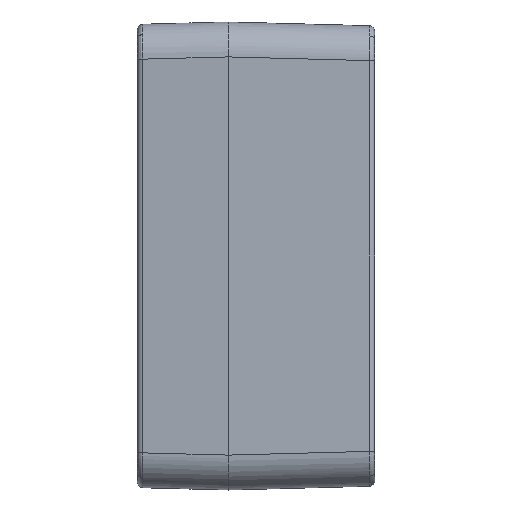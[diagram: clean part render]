
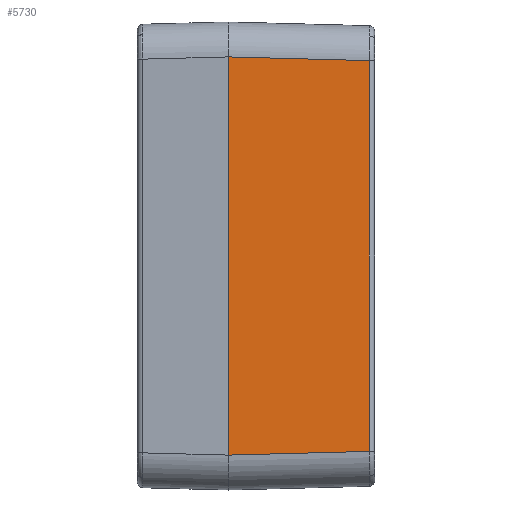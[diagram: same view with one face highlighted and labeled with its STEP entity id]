
A CAD part, left-side view. The second image highlights one B-rep face of the part: STEP entity #5730.
In plain terms, the highlighted planar face has unit normal (-1, -0.026, 0).
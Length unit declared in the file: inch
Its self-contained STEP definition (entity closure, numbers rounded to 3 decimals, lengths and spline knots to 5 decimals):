
#64 = AXIS2_PLACEMENT_3D ( 'NONE', #2060, #31498, #85012 ) ;
#2060 = CARTESIAN_POINT ( 'NONE',  ( -2.4685, 0., -1.58268 ) ) ;
#4476 = DIRECTION ( 'NONE',  ( 0., 0., -1. ) ) ;
#5730 = ADVANCED_FACE ( 'NONE', ( #78174 ), #64133, .T. ) ;
#8693 = EDGE_LOOP ( 'NONE', ( #53486, #18567, #16030, #36868 ) ) ;
#12280 = CARTESIAN_POINT ( 'NONE',  ( -2.4685, 0., 1.34654 ) ) ;
#13987 = CARTESIAN_POINT ( 'NONE',  ( -2.4685, 0., -1.58268 ) ) ;
#14677 = LINE ( 'NONE', #70355, #54467 ) ;
#16030 = ORIENTED_EDGE ( 'NONE', *, *, #33622, .F. ) ;
#17122 = VERTEX_POINT ( 'NONE', #81441 ) ;
#18567 = ORIENTED_EDGE ( 'NONE', *, *, #45752, .T. ) ;
#24910 = VERTEX_POINT ( 'NONE', #12280 ) ;
#30751 = VERTEX_POINT ( 'NONE', #50031 ) ;
#31498 = DIRECTION ( 'NONE',  ( -1., -0.026, 0. ) ) ;
#31910 = CARTESIAN_POINT ( 'NONE',  ( -2.46867, 0.00618, -1.3467 ) ) ;
#32390 = CARTESIAN_POINT ( 'NONE',  ( -2.4685, 0., -1.34654 ) ) ;
#32612 = CARTESIAN_POINT ( 'NONE',  ( -2.44353, -0.95379, -1.58268 ) ) ;
#33622 = EDGE_CURVE ( 'NONE', #17122, #56267, #44492, .T. ) ;
#35067 = DIRECTION ( 'NONE',  ( -0.026, 0.999, 0.026 ) ) ;
#36868 = ORIENTED_EDGE ( 'NONE', *, *, #53634, .F. ) ;
#44492 = LINE ( 'NONE', #31910, #76721 ) ;
#45752 = EDGE_CURVE ( 'NONE', #24910, #56267, #81949, .T. ) ;
#50031 = CARTESIAN_POINT ( 'NONE',  ( -2.44353, -0.95379, 1.32156 ) ) ;
#52714 = VECTOR ( 'NONE', #4476, 39.37008 ) ;
#53486 = ORIENTED_EDGE ( 'NONE', *, *, #61661, .T. ) ;
#53634 = EDGE_CURVE ( 'NONE', #30751, #17122, #87812, .T. ) ;
#54467 = VECTOR ( 'NONE', #35067, 39.37008 ) ;
#56267 = VERTEX_POINT ( 'NONE', #32390 ) ;
#58510 = DIRECTION ( 'NONE',  ( -0.026, 0.999, -0.026 ) ) ;
#61661 = EDGE_CURVE ( 'NONE', #30751, #24910, #14677, .T. ) ;
#64133 = PLANE ( 'NONE',  #64 ) ;
#70355 = CARTESIAN_POINT ( 'NONE',  ( -2.44353, -0.95379, 1.32156 ) ) ;
#70389 = VECTOR ( 'NONE', #82400, 39.37008 ) ;
#76721 = VECTOR ( 'NONE', #58510, 39.37008 ) ;
#78174 = FACE_OUTER_BOUND ( 'NONE', #8693, .T. ) ;
#81441 = CARTESIAN_POINT ( 'NONE',  ( -2.44353, -0.95379, -1.32156 ) ) ;
#81949 = LINE ( 'NONE', #13987, #70389 ) ;
#82400 = DIRECTION ( 'NONE',  ( 0., 0., -1. ) ) ;
#85012 = DIRECTION ( 'NONE',  ( 0.026, -1., 0. ) ) ;
#87812 = LINE ( 'NONE', #32612, #52714 ) ;
